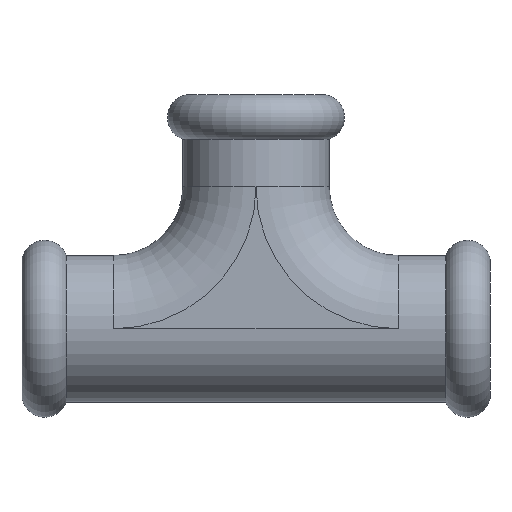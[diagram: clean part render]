
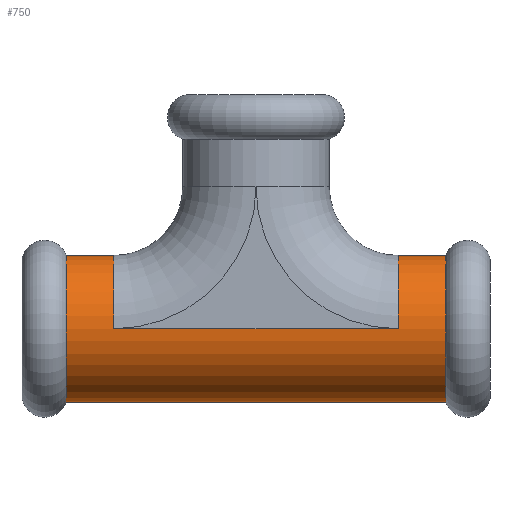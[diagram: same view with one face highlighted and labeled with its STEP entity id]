
A CAD part, front view. The second image highlights one B-rep face of the part: STEP entity #750.
In plain terms, the highlighted cylindrical face has radius 10.65 mm (diameter 21.3 mm), a full revolution.
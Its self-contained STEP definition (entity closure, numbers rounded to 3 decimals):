
#55=LINE('',#1516,#80);
#56=LINE('',#1523,#81);
#57=LINE('',#1525,#82);
#58=LINE('',#1526,#83);
#80=VECTOR('',#1120,10.);
#81=VECTOR('',#1131,10.);
#82=VECTOR('',#1134,10.65);
#83=VECTOR('',#1135,10.65);
#97=CYLINDRICAL_SURFACE('',#885,10.65);
#125=FACE_OUTER_BOUND('',#161,.T.);
#161=EDGE_LOOP('',(#629,#630,#631,#632,#633,#634,#635,#636,#637,#638,#639,
#640,#641,#642));
#201=CIRCLE('',#818,10.65);
#202=CIRCLE('',#819,10.65);
#207=CIRCLE('',#824,10.65);
#218=CIRCLE('',#839,10.65);
#219=CIRCLE('',#840,10.65);
#224=CIRCLE('',#845,10.65);
#233=CIRCLE('',#858,10.65);
#249=CIRCLE('',#882,10.65);
#284=VERTEX_POINT('',#1242);
#285=VERTEX_POINT('',#1243);
#286=VERTEX_POINT('',#1245);
#299=VERTEX_POINT('',#1280);
#300=VERTEX_POINT('',#1281);
#301=VERTEX_POINT('',#1283);
#319=VERTEX_POINT('',#1401);
#320=VERTEX_POINT('',#1402);
#338=VERTEX_POINT('',#1515);
#339=VERTEX_POINT('',#1519);
#376=EDGE_CURVE('',#284,#285,#201,.T.);
#377=EDGE_CURVE('',#286,#284,#202,.T.);
#382=EDGE_CURVE('',#285,#286,#207,.T.);
#395=EDGE_CURVE('',#299,#300,#218,.T.);
#396=EDGE_CURVE('',#300,#301,#219,.T.);
#401=EDGE_CURVE('',#301,#299,#224,.T.);
#419=EDGE_CURVE('',#319,#320,#233,.T.);
#448=EDGE_CURVE('',#338,#319,#55,.T.);
#450=EDGE_CURVE('',#338,#339,#249,.T.);
#452=EDGE_CURVE('',#339,#320,#56,.T.);
#453=EDGE_CURVE('',#300,#320,#57,.T.);
#454=EDGE_CURVE('',#339,#285,#58,.T.);
#629=ORIENTED_EDGE('',*,*,#395,.F.);
#630=ORIENTED_EDGE('',*,*,#401,.F.);
#631=ORIENTED_EDGE('',*,*,#396,.F.);
#632=ORIENTED_EDGE('',*,*,#453,.T.);
#633=ORIENTED_EDGE('',*,*,#452,.F.);
#634=ORIENTED_EDGE('',*,*,#454,.T.);
#635=ORIENTED_EDGE('',*,*,#382,.T.);
#636=ORIENTED_EDGE('',*,*,#377,.T.);
#637=ORIENTED_EDGE('',*,*,#376,.T.);
#638=ORIENTED_EDGE('',*,*,#454,.F.);
#639=ORIENTED_EDGE('',*,*,#450,.F.);
#640=ORIENTED_EDGE('',*,*,#448,.T.);
#641=ORIENTED_EDGE('',*,*,#419,.T.);
#642=ORIENTED_EDGE('',*,*,#453,.F.);
#750=ADVANCED_FACE('',(#125),#97,.T.);
#818=AXIS2_PLACEMENT_3D('',#1244,#983,#984);
#819=AXIS2_PLACEMENT_3D('',#1246,#985,#986);
#824=AXIS2_PLACEMENT_3D('',#1254,#995,#996);
#839=AXIS2_PLACEMENT_3D('',#1282,#1027,#1028);
#840=AXIS2_PLACEMENT_3D('',#1284,#1029,#1030);
#845=AXIS2_PLACEMENT_3D('',#1292,#1039,#1040);
#858=AXIS2_PLACEMENT_3D('',#1403,#1067,#1068);
#882=AXIS2_PLACEMENT_3D('',#1520,#1125,#1126);
#885=AXIS2_PLACEMENT_3D('',#1524,#1132,#1133);
#983=DIRECTION('center_axis',(1.,0.,0.));
#984=DIRECTION('ref_axis',(0.,1.,0.));
#985=DIRECTION('center_axis',(1.,0.,0.));
#986=DIRECTION('ref_axis',(0.,1.,0.));
#995=DIRECTION('center_axis',(1.,0.,0.));
#996=DIRECTION('ref_axis',(0.,1.,0.));
#1027=DIRECTION('center_axis',(1.,0.,0.));
#1028=DIRECTION('ref_axis',(0.,1.,0.));
#1029=DIRECTION('center_axis',(1.,0.,0.));
#1030=DIRECTION('ref_axis',(0.,1.,0.));
#1039=DIRECTION('center_axis',(1.,0.,0.));
#1040=DIRECTION('ref_axis',(0.,1.,0.));
#1067=DIRECTION('center_axis',(1.,0.,0.));
#1068=DIRECTION('ref_axis',(0.,0.,-1.));
#1120=DIRECTION('',(1.,0.,0.));
#1125=DIRECTION('center_axis',(1.,0.,0.));
#1126=DIRECTION('ref_axis',(0.,0.,-1.));
#1131=DIRECTION('',(1.,0.,0.));
#1132=DIRECTION('center_axis',(1.,0.,0.));
#1133=DIRECTION('ref_axis',(0.,1.,0.));
#1134=DIRECTION('',(-1.,0.,0.));
#1135=DIRECTION('',(-1.,0.,0.));
#1242=CARTESIAN_POINT('',(-27.563,0.,10.65));
#1243=CARTESIAN_POINT('',(-27.563,-10.65,0.));
#1244=CARTESIAN_POINT('Origin',(-27.563,0.,0.));
#1245=CARTESIAN_POINT('',(-27.563,0.,-10.65));
#1246=CARTESIAN_POINT('Origin',(-27.563,0.,0.));
#1254=CARTESIAN_POINT('Origin',(-27.563,0.,0.));
#1280=CARTESIAN_POINT('',(27.563,0.,10.65));
#1281=CARTESIAN_POINT('',(27.563,-10.65,0.));
#1282=CARTESIAN_POINT('Origin',(27.563,0.,0.));
#1283=CARTESIAN_POINT('',(27.563,0.,-10.65));
#1284=CARTESIAN_POINT('Origin',(27.563,0.,0.));
#1292=CARTESIAN_POINT('Origin',(27.563,0.,0.));
#1401=CARTESIAN_POINT('',(20.65,10.65,0.));
#1402=CARTESIAN_POINT('',(20.65,-10.65,0.));
#1403=CARTESIAN_POINT('Origin',(20.65,0.,0.));
#1515=CARTESIAN_POINT('',(-20.65,10.65,0.));
#1516=CARTESIAN_POINT('',(20.781,10.65,0.));
#1519=CARTESIAN_POINT('',(-20.65,-10.65,0.));
#1520=CARTESIAN_POINT('Origin',(-20.65,0.,0.));
#1523=CARTESIAN_POINT('',(20.781,-10.65,0.));
#1524=CARTESIAN_POINT('Origin',(20.781,0.,0.));
#1525=CARTESIAN_POINT('',(20.781,-10.65,0.));
#1526=CARTESIAN_POINT('',(20.781,-10.65,0.));
